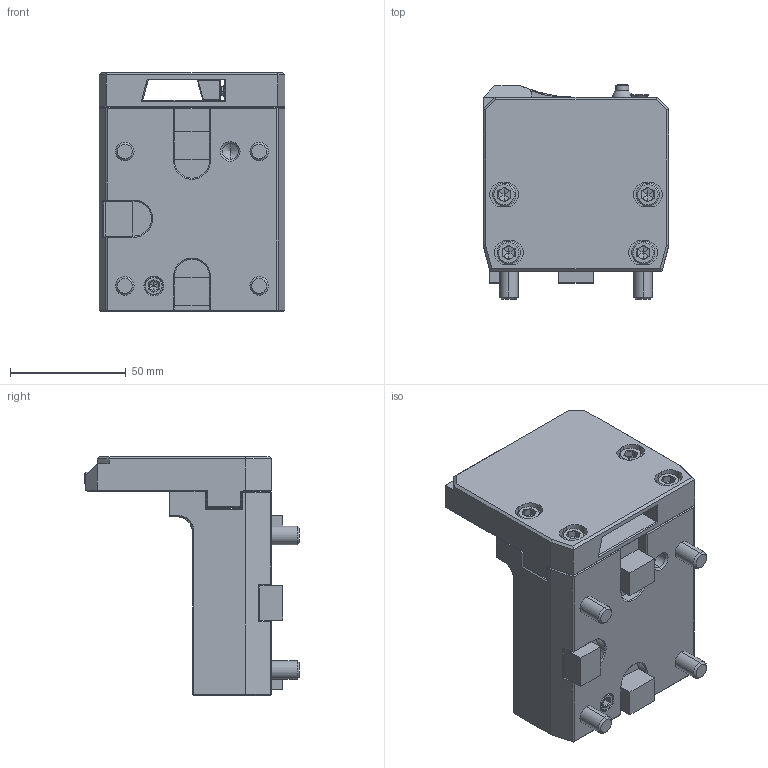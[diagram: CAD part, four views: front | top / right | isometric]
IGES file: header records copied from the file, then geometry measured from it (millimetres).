
Start section:  PTC IGES file: ngt_cr_45_26_do.igs
Global section: file name: ngt_cr_45_26_do.igs; native system: Pro/ENGINEER by Parametric Technology Corporation; preprocessor: 2010280; author: vali; organization: Unknown; date: 20230515.103720; units: millimetre
Bounding box: 80 x 92.45 x 103 mm (x, y, z)
Volume: 311803.3 mm3; surface area: 52075.5 mm2
Topology: 1 solids, 1 shells, 406 faces, 986 edges, 587 vertices
Faces by surface type: bspline 271, revolution 135
